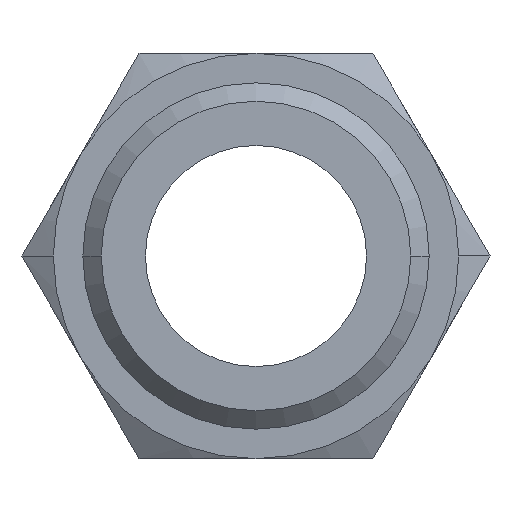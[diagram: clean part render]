
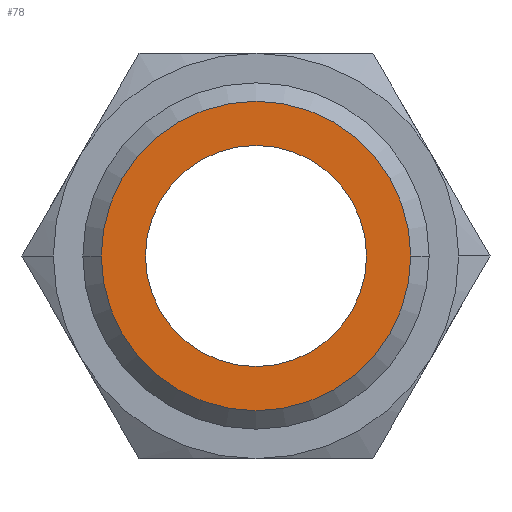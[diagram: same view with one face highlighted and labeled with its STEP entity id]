
A CAD part, front view. The second image highlights one B-rep face of the part: STEP entity #78.
In plain terms, the highlighted planar face has unit normal (0, -1, 0).
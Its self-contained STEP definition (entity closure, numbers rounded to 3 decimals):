
#78=ADVANCED_FACE('',(#185,#186),#187,.T.);
#185=FACE_BOUND('',#322,.T.);
#186=FACE_OUTER_BOUND('',#323,.T.);
#187=PLANE('',#324);
#322=EDGE_LOOP('',(#482,#483));
#323=EDGE_LOOP('',(#484,#485));
#324=AXIS2_PLACEMENT_3D('',#486,#487,#488);
#482=ORIENTED_EDGE('',*,*,#798,.T.);
#483=ORIENTED_EDGE('',*,*,#806,.T.);
#484=ORIENTED_EDGE('',*,*,#794,.F.);
#485=ORIENTED_EDGE('',*,*,#782,.F.);
#486=CARTESIAN_POINT('',(2.1,0.0,0.0));
#487=DIRECTION('',(-0.0,-1.0,-0.0));
#488=DIRECTION('',(-1.0,0.0,0.0));
#782=EDGE_CURVE('',#914,#909,#916,.T.);
#794=EDGE_CURVE('',#909,#914,#936,.T.);
#798=EDGE_CURVE('',#942,#940,#943,.T.);
#806=EDGE_CURVE('',#940,#942,#955,.T.);
#909=VERTEX_POINT('',#1089);
#914=VERTEX_POINT('',#1095);
#916=CIRCLE('',#1098,4.2);
#936=CIRCLE('',#1122,4.2);
#940=VERTEX_POINT('',#1126);
#942=VERTEX_POINT('',#1129);
#943=CIRCLE('',#1130,3.0);
#955=CIRCLE('',#1155,3.0);
#1089=CARTESIAN_POINT('',(4.2,0.0,0.0));
#1095=CARTESIAN_POINT('',(-4.2,0.0,0.));
#1098=AXIS2_PLACEMENT_3D('',#1563,#1564,#1565);
#1122=AXIS2_PLACEMENT_3D('',#1582,#1583,#1584);
#1126=CARTESIAN_POINT('',(3.0,0.0,0.));
#1129=CARTESIAN_POINT('',(-3.0,0.0,0.));
#1130=AXIS2_PLACEMENT_3D('',#1589,#1590,#1591);
#1155=AXIS2_PLACEMENT_3D('',#1600,#1601,#1602);
#1563=CARTESIAN_POINT('',(0.0,0.0,0.0));
#1564=DIRECTION('',(-0.0,1.0,0.0));
#1565=DIRECTION('',(1.0,0.0,0.0));
#1582=CARTESIAN_POINT('',(0.0,0.0,0.0));
#1583=DIRECTION('',(-0.0,1.0,0.0));
#1584=DIRECTION('',(1.0,0.0,0.0));
#1589=CARTESIAN_POINT('',(0.0,0.0,0.0));
#1590=DIRECTION('',(-0.0,1.0,0.0));
#1591=DIRECTION('',(1.0,0.0,0.0));
#1600=CARTESIAN_POINT('',(0.0,0.0,0.0));
#1601=DIRECTION('',(-0.0,1.0,0.0));
#1602=DIRECTION('',(1.0,0.0,0.0));
